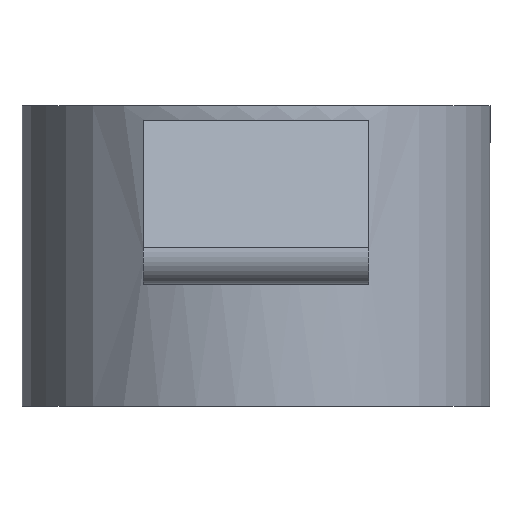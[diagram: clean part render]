
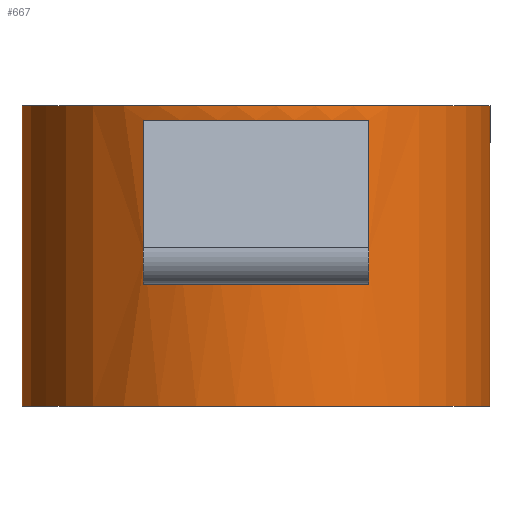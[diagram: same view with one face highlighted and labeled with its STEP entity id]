
A CAD part, front view. The second image highlights one B-rep face of the part: STEP entity #667.
In plain terms, the highlighted cylindrical face has radius 25 mm (diameter 50 mm), a partial arc.
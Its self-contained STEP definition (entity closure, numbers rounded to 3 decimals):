
#97=CARTESIAN_POINT('',(0.,0.,16.));
#98=DIRECTION('',(0.,0.,1.));
#99=DIRECTION('',(-0.475,-0.88,0.));
#100=AXIS2_PLACEMENT_3D('',#97,#98,#99);
#102=CARTESIAN_POINT('',(0.,0.,16.));
#103=DIRECTION('',(0.,0.,1.));
#104=DIRECTION('',(0.,-1.,0.));
#105=AXIS2_PLACEMENT_3D('',#102,#103,#104);
#107=DIRECTION('',(0.,0.,1.));
#108=VECTOR('',#107,14.5);
#109=CARTESIAN_POINT('',(11.874,-22.,16.));
#110=LINE('',#109,#108);
#111=DIRECTION('',(0.,0.,1.));
#112=VECTOR('',#111,14.5);
#113=CARTESIAN_POINT('',(-11.874,-22.,16.));
#114=LINE('',#113,#112);
#115=DIRECTION('',(0.,0.,1.));
#116=VECTOR('',#115,16.);
#117=CARTESIAN_POINT('',(-3.5,24.754,16.));
#118=LINE('',#117,#116);
#119=CARTESIAN_POINT('',(0.,0.,32.));
#120=DIRECTION('',(0.,0.,1.));
#121=DIRECTION('',(-0.14,0.99,0.));
#122=AXIS2_PLACEMENT_3D('',#119,#120,#121);
#124=DIRECTION('',(0.,0.,1.));
#125=VECTOR('',#124,16.);
#126=CARTESIAN_POINT('',(3.5,24.754,16.));
#127=LINE('',#126,#125);
#128=DIRECTION('',(0.,0.,1.));
#129=VECTOR('',#128,16.);
#130=CARTESIAN_POINT('',(3.5,24.754,0.));
#131=LINE('',#130,#129);
#132=CARTESIAN_POINT('',(0.,0.,0.));
#133=DIRECTION('',(0.,0.,-1.));
#134=DIRECTION('',(0.14,0.99,0.));
#135=AXIS2_PLACEMENT_3D('',#132,#133,#134);
#137=DIRECTION('',(0.,0.,1.));
#138=VECTOR('',#137,16.);
#139=CARTESIAN_POINT('',(-3.5,24.754,0.));
#140=LINE('',#139,#138);
#161=CARTESIAN_POINT('',(0.,0.,30.5));
#162=DIRECTION('',(0.,0.,1.));
#163=DIRECTION('',(-0.475,-0.88,0.));
#164=AXIS2_PLACEMENT_3D('',#161,#162,#163);
#391=CARTESIAN_POINT('',(-3.5,24.754,32.));
#392=VERTEX_POINT('',#391);
#397=CARTESIAN_POINT('',(3.5,24.754,0.));
#399=VERTEX_POINT('',#397);
#421=CARTESIAN_POINT('',(-11.874,-22.,16.));
#422=CARTESIAN_POINT('',(0.,-25.,16.));
#423=VERTEX_POINT('',#421);
#424=VERTEX_POINT('',#422);
#425=CARTESIAN_POINT('',(11.874,-22.,16.));
#426=VERTEX_POINT('',#425);
#427=CARTESIAN_POINT('',(-11.874,-22.,30.5));
#428=VERTEX_POINT('',#427);
#429=CARTESIAN_POINT('',(11.874,-22.,30.5));
#430=VERTEX_POINT('',#429);
#447=CARTESIAN_POINT('',(3.5,24.754,32.));
#448=VERTEX_POINT('',#447);
#449=CARTESIAN_POINT('',(3.5,24.754,16.));
#450=VERTEX_POINT('',#449);
#461=CARTESIAN_POINT('',(-3.5,24.754,0.));
#462=VERTEX_POINT('',#461);
#463=CARTESIAN_POINT('',(-3.5,24.754,16.));
#464=VERTEX_POINT('',#463);
#639=CARTESIAN_POINT('',(0.,0.,0.));
#640=DIRECTION('',(0.,0.,1.));
#641=DIRECTION('',(1.,0.,0.));
#642=AXIS2_PLACEMENT_3D('',#639,#640,#641);
#643=CYLINDRICAL_SURFACE('',#642,25.);
#644=ORIENTED_EDGE('',*,*,#602,.T.);
#646=ORIENTED_EDGE('',*,*,#645,.T.);
#648=ORIENTED_EDGE('',*,*,#647,.F.);
#650=ORIENTED_EDGE('',*,*,#649,.F.);
#651=ORIENTED_EDGE('',*,*,#492,.T.);
#652=ORIENTED_EDGE('',*,*,#634,.T.);
#653=EDGE_LOOP('',(#644,#646,#648,#650,#651,#652));
#654=FACE_OUTER_BOUND('',#653,.F.);
#656=ORIENTED_EDGE('',*,*,#655,.T.);
#658=ORIENTED_EDGE('',*,*,#657,.T.);
#660=ORIENTED_EDGE('',*,*,#659,.T.);
#662=ORIENTED_EDGE('',*,*,#661,.F.);
#664=ORIENTED_EDGE('',*,*,#663,.F.);
#665=EDGE_LOOP('',(#656,#658,#660,#662,#664));
#666=FACE_BOUND('',#665,.F.);
#667=ADVANCED_FACE('',(#654,#666),#643,.T.);
#101=CIRCLE('',#100,25.);
#106=CIRCLE('',#105,25.);
#123=CIRCLE('',#122,25.);
#136=CIRCLE('',#135,25.);
#165=CIRCLE('',#164,25.);
#492=EDGE_CURVE('',#399,#462,#136,.T.);
#602=EDGE_CURVE('',#464,#392,#118,.T.);
#634=EDGE_CURVE('',#462,#464,#140,.T.);
#645=EDGE_CURVE('',#392,#448,#123,.T.);
#647=EDGE_CURVE('',#450,#448,#127,.T.);
#649=EDGE_CURVE('',#399,#450,#131,.T.);
#655=EDGE_CURVE('',#423,#424,#101,.T.);
#657=EDGE_CURVE('',#424,#426,#106,.T.);
#659=EDGE_CURVE('',#426,#430,#110,.T.);
#661=EDGE_CURVE('',#428,#430,#165,.T.);
#663=EDGE_CURVE('',#423,#428,#114,.T.);
